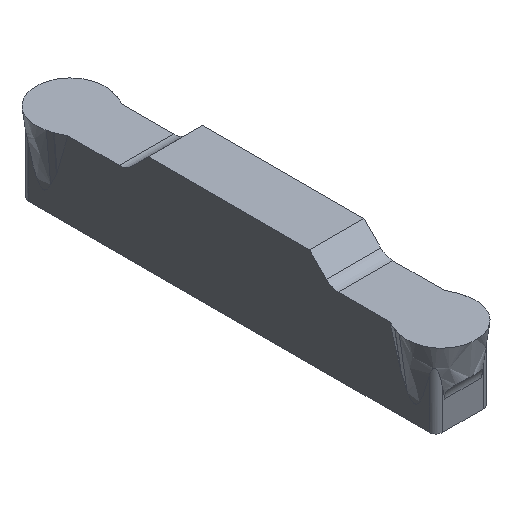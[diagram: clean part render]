
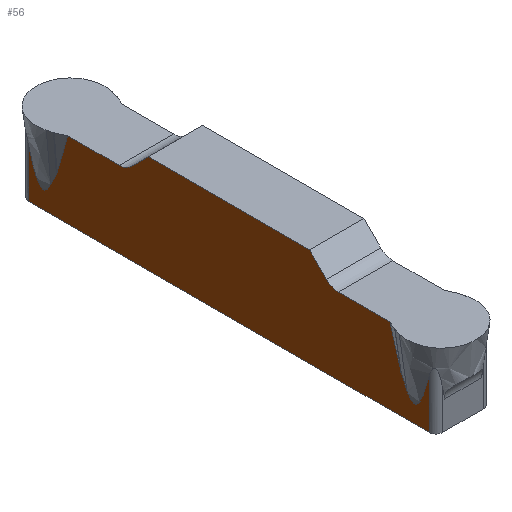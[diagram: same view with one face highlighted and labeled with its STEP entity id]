
A CAD part, isometric view. The second image highlights one B-rep face of the part: STEP entity #56.
In plain terms, the highlighted planar face has unit normal (-1, 0, 0).
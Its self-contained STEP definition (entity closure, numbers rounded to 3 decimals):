
#56=ADVANCED_FACE('',(#106),#88,.T.);
#88=PLANE('',#673);
#106=FACE_OUTER_BOUND('',#138,.T.);
#138=EDGE_LOOP('',(#185,#186,#187,#188,#189,#190,#191,#192,#193,#194,#195,
#196,#197,#198,#199,#200,#201,#202));
#173=CIRCLE('',#671,1.);
#174=CIRCLE('',#672,1.);
#185=ORIENTED_EDGE('',*,*,#425,.T.);
#186=ORIENTED_EDGE('',*,*,#426,.T.);
#187=ORIENTED_EDGE('',*,*,#427,.T.);
#188=ORIENTED_EDGE('',*,*,#423,.T.);
#189=ORIENTED_EDGE('',*,*,#428,.T.);
#190=ORIENTED_EDGE('',*,*,#429,.T.);
#191=ORIENTED_EDGE('',*,*,#430,.T.);
#192=ORIENTED_EDGE('',*,*,#431,.T.);
#193=ORIENTED_EDGE('',*,*,#432,.T.);
#194=ORIENTED_EDGE('',*,*,#433,.F.);
#195=ORIENTED_EDGE('',*,*,#434,.F.);
#196=ORIENTED_EDGE('',*,*,#435,.F.);
#197=ORIENTED_EDGE('',*,*,#436,.F.);
#198=ORIENTED_EDGE('',*,*,#437,.F.);
#199=ORIENTED_EDGE('',*,*,#438,.F.);
#200=ORIENTED_EDGE('',*,*,#439,.F.);
#201=ORIENTED_EDGE('',*,*,#440,.T.);
#202=ORIENTED_EDGE('',*,*,#441,.T.);
#363=VERTEX_POINT('',#858);
#364=VERTEX_POINT('',#860);
#365=VERTEX_POINT('',#864);
#366=VERTEX_POINT('',#865);
#367=VERTEX_POINT('',#894);
#368=VERTEX_POINT('',#897);
#369=VERTEX_POINT('',#908);
#370=VERTEX_POINT('',#910);
#371=VERTEX_POINT('',#921);
#372=VERTEX_POINT('',#923);
#373=VERTEX_POINT('',#925);
#374=VERTEX_POINT('',#927);
#375=VERTEX_POINT('',#929);
#376=VERTEX_POINT('',#931);
#377=VERTEX_POINT('',#933);
#378=VERTEX_POINT('',#935);
#379=VERTEX_POINT('',#937);
#380=VERTEX_POINT('',#939);
#423=EDGE_CURVE('',#364,#363,#510,.T.);
#425=EDGE_CURVE('',#365,#366,#511,.T.);
#426=EDGE_CURVE('',#366,#367,#619,.T.);
#427=EDGE_CURVE('',#367,#364,#512,.T.);
#428=EDGE_CURVE('',#363,#368,#513,.T.);
#429=EDGE_CURVE('',#368,#369,#620,.T.);
#430=EDGE_CURVE('',#369,#370,#514,.T.);
#431=EDGE_CURVE('',#370,#371,#621,.T.);
#432=EDGE_CURVE('',#371,#372,#515,.T.);
#433=EDGE_CURVE('',#373,#372,#516,.T.);
#434=EDGE_CURVE('',#374,#373,#173,.T.);
#435=EDGE_CURVE('',#375,#374,#517,.T.);
#436=EDGE_CURVE('',#376,#375,#518,.T.);
#437=EDGE_CURVE('',#377,#376,#519,.T.);
#438=EDGE_CURVE('',#378,#377,#174,.T.);
#439=EDGE_CURVE('',#379,#378,#520,.T.);
#440=EDGE_CURVE('',#379,#380,#521,.T.);
#441=EDGE_CURVE('',#380,#365,#622,.T.);
#510=LINE('',#859,#562);
#511=LINE('',#863,#563);
#512=LINE('',#895,#564);
#513=LINE('',#896,#565);
#514=LINE('',#909,#566);
#515=LINE('',#922,#567);
#516=LINE('',#924,#568);
#517=LINE('',#928,#569);
#518=LINE('',#930,#570);
#519=LINE('',#932,#571);
#520=LINE('',#936,#572);
#521=LINE('',#938,#573);
#562=VECTOR('',#715,1.);
#563=VECTOR('',#720,1.);
#564=VECTOR('',#721,1.);
#565=VECTOR('',#722,1.);
#566=VECTOR('',#723,1.);
#567=VECTOR('',#724,1.);
#568=VECTOR('',#725,1.);
#569=VECTOR('',#728,1.);
#570=VECTOR('',#729,1.);
#571=VECTOR('',#730,1.);
#572=VECTOR('',#733,1.);
#573=VECTOR('',#734,1.);
#619=B_SPLINE_CURVE_WITH_KNOTS('',3,(#866,#867,#868,#869,#870,#871,#872,
#873,#874,#875,#876,#877,#878,#879,#880,#881,#882,#883,#884,#885,#886,#887,
#888,#889,#890,#891,#892,#893),.UNSPECIFIED.,.F.,.F.,(4,3,3,3,3,3,3,3,3,
4),(0.,0.147,0.189,0.219,0.243,
0.268,0.304,0.375,0.65,
1.),.UNSPECIFIED.);
#620=B_SPLINE_CURVE_WITH_KNOTS('',3,(#898,#899,#900,#901,#902,#903,#904,
#905,#906,#907),.UNSPECIFIED.,.F.,.F.,(4,2,2,2,4),(0.,0.5,0.75,0.875,1.),
 .UNSPECIFIED.);
#621=B_SPLINE_CURVE_WITH_KNOTS('',3,(#911,#912,#913,#914,#915,#916,#917,
#918,#919,#920),.UNSPECIFIED.,.F.,.F.,(4,3,3,4),(0.,0.319,0.659,
1.),.UNSPECIFIED.);
#622=B_SPLINE_CURVE_WITH_KNOTS('',3,(#940,#941,#942,#943,#944,#945,#946,
#947,#948,#949),.UNSPECIFIED.,.F.,.F.,(4,3,3,4),(0.,0.319,0.659,
1.),.UNSPECIFIED.);
#671=AXIS2_PLACEMENT_3D('',#926,#726,#727);
#672=AXIS2_PLACEMENT_3D('',#934,#731,#732);
#673=AXIS2_PLACEMENT_3D('',#950,#735,#736);
#715=DIRECTION('',(0.,-1.,0.));
#720=DIRECTION('',(0.,0.429,-0.903));
#721=DIRECTION('',(0.,0.,-1.));
#722=DIRECTION('',(0.,0.,1.));
#723=DIRECTION('',(0.,0.429,0.903));
#724=DIRECTION('',(0.,0.279,0.96));
#725=DIRECTION('',(0.,-1.,0.));
#726=DIRECTION('',(-1.,0.,0.));
#727=DIRECTION('',(0.,0.,1.));
#728=DIRECTION('',(0.,-0.707,-0.707));
#729=DIRECTION('',(0.,-1.,0.));
#730=DIRECTION('',(0.,-0.707,0.707));
#731=DIRECTION('',(-1.,0.,0.));
#732=DIRECTION('',(0.,0.,1.));
#733=DIRECTION('',(0.,-1.,0.));
#734=DIRECTION('',(0.,0.279,-0.96));
#735=DIRECTION('',(-1.,0.,0.));
#736=DIRECTION('',(0.,0.,1.));
#858=CARTESIAN_POINT('',(-1.6,0.66,-4.495));
#859=CARTESIAN_POINT('',(-1.6,24.65,-4.495));
#860=CARTESIAN_POINT('',(-1.6,24.25,-4.495));
#863=CARTESIAN_POINT('',(-1.6,21.595,-0.154));
#864=CARTESIAN_POINT('',(-1.6,22.614,-2.301));
#865=CARTESIAN_POINT('',(-1.6,22.946,-3.002));
#866=CARTESIAN_POINT('',(-1.6,22.946,-3.002));
#867=CARTESIAN_POINT('',(-1.6,23.004,-3.123));
#868=CARTESIAN_POINT('',(-1.6,23.068,-3.244));
#869=CARTESIAN_POINT('',(-1.6,23.158,-3.342));
#870=CARTESIAN_POINT('',(-1.6,23.185,-3.371));
#871=CARTESIAN_POINT('',(-1.6,23.214,-3.398));
#872=CARTESIAN_POINT('',(-1.6,23.247,-3.42));
#873=CARTESIAN_POINT('',(-1.6,23.27,-3.434));
#874=CARTESIAN_POINT('',(-1.6,23.295,-3.447));
#875=CARTESIAN_POINT('',(-1.6,23.321,-3.454));
#876=CARTESIAN_POINT('',(-1.6,23.343,-3.46));
#877=CARTESIAN_POINT('',(-1.6,23.366,-3.462));
#878=CARTESIAN_POINT('',(-1.6,23.389,-3.461));
#879=CARTESIAN_POINT('',(-1.6,23.411,-3.459));
#880=CARTESIAN_POINT('',(-1.6,23.434,-3.454));
#881=CARTESIAN_POINT('',(-1.6,23.455,-3.445));
#882=CARTESIAN_POINT('',(-1.6,23.486,-3.433));
#883=CARTESIAN_POINT('',(-1.6,23.514,-3.414));
#884=CARTESIAN_POINT('',(-1.6,23.54,-3.392));
#885=CARTESIAN_POINT('',(-1.6,23.59,-3.35));
#886=CARTESIAN_POINT('',(-1.6,23.632,-3.298));
#887=CARTESIAN_POINT('',(-1.6,23.669,-3.244));
#888=CARTESIAN_POINT('',(-1.6,23.809,-3.037));
#889=CARTESIAN_POINT('',(-1.6,23.898,-2.797));
#890=CARTESIAN_POINT('',(-1.6,23.98,-2.561));
#891=CARTESIAN_POINT('',(-1.6,24.085,-2.259));
#892=CARTESIAN_POINT('',(-1.6,24.171,-1.95));
#893=CARTESIAN_POINT('',(-1.6,24.25,-1.64));
#894=CARTESIAN_POINT('',(-1.6,24.25,-1.64));
#895=CARTESIAN_POINT('',(-1.6,24.25,-4.495));
#896=CARTESIAN_POINT('',(-1.6,0.66,1.295));
#897=CARTESIAN_POINT('',(-1.6,0.66,-1.64));
#898=CARTESIAN_POINT('',(-1.6,0.66,-1.64));
#899=CARTESIAN_POINT('',(-1.6,0.773,-2.082));
#900=CARTESIAN_POINT('',(-1.6,0.891,-2.521));
#901=CARTESIAN_POINT('',(-1.6,1.169,-3.145));
#902=CARTESIAN_POINT('',(-1.6,1.272,-3.417));
#903=CARTESIAN_POINT('',(-1.6,1.613,-3.479));
#904=CARTESIAN_POINT('',(-1.6,1.718,-3.389));
#905=CARTESIAN_POINT('',(-1.6,1.859,-3.209));
#906=CARTESIAN_POINT('',(-1.6,1.914,-3.106));
#907=CARTESIAN_POINT('',(-1.6,1.964,-3.002));
#908=CARTESIAN_POINT('',(-1.6,1.964,-3.002));
#909=CARTESIAN_POINT('',(-1.6,7.796,9.291));
#910=CARTESIAN_POINT('',(-1.6,2.296,-2.301));
#911=CARTESIAN_POINT('',(-1.6,2.296,-2.301));
#912=CARTESIAN_POINT('',(-1.6,2.301,-2.291));
#913=CARTESIAN_POINT('',(-1.6,2.306,-2.28));
#914=CARTESIAN_POINT('',(-1.6,2.31,-2.269));
#915=CARTESIAN_POINT('',(-1.6,2.314,-2.257));
#916=CARTESIAN_POINT('',(-1.6,2.318,-2.246));
#917=CARTESIAN_POINT('',(-1.6,2.322,-2.234));
#918=CARTESIAN_POINT('',(-1.6,2.326,-2.222));
#919=CARTESIAN_POINT('',(-1.6,2.33,-2.21));
#920=CARTESIAN_POINT('',(-1.6,2.333,-2.198));
#921=CARTESIAN_POINT('',(-1.6,2.333,-2.198));
#922=CARTESIAN_POINT('',(-1.6,5.006,7.003));
#923=CARTESIAN_POINT('',(-1.6,2.972,0.));
#924=CARTESIAN_POINT('',(-1.6,24.65,0.));
#925=CARTESIAN_POINT('',(-1.6,5.99,0.));
#926=CARTESIAN_POINT('',(-1.6,5.99,1.));
#927=CARTESIAN_POINT('',(-1.6,6.697,0.293));
#928=CARTESIAN_POINT('',(-1.6,16.175,9.77));
#929=CARTESIAN_POINT('',(-1.6,7.7,1.295));
#930=CARTESIAN_POINT('',(-1.6,24.65,1.295));
#931=CARTESIAN_POINT('',(-1.6,17.21,1.295));
#932=CARTESIAN_POINT('',(-1.6,20.93,-2.425));
#933=CARTESIAN_POINT('',(-1.6,18.213,0.293));
#934=CARTESIAN_POINT('',(-1.6,18.92,1.));
#935=CARTESIAN_POINT('',(-1.6,18.92,0.));
#936=CARTESIAN_POINT('',(-1.6,24.65,0.));
#937=CARTESIAN_POINT('',(-1.6,21.938,0.));
#938=CARTESIAN_POINT('',(-1.6,21.802,0.468));
#939=CARTESIAN_POINT('',(-1.6,22.577,-2.198));
#940=CARTESIAN_POINT('',(-1.6,22.577,-2.198));
#941=CARTESIAN_POINT('',(-1.6,22.58,-2.209));
#942=CARTESIAN_POINT('',(-1.6,22.583,-2.22));
#943=CARTESIAN_POINT('',(-1.6,22.587,-2.231));
#944=CARTESIAN_POINT('',(-1.6,22.591,-2.243));
#945=CARTESIAN_POINT('',(-1.6,22.595,-2.255));
#946=CARTESIAN_POINT('',(-1.6,22.599,-2.267));
#947=CARTESIAN_POINT('',(-1.6,22.604,-2.278));
#948=CARTESIAN_POINT('',(-1.6,22.609,-2.29));
#949=CARTESIAN_POINT('',(-1.6,22.614,-2.301));
#950=CARTESIAN_POINT('',(-1.6,24.65,1.295));
